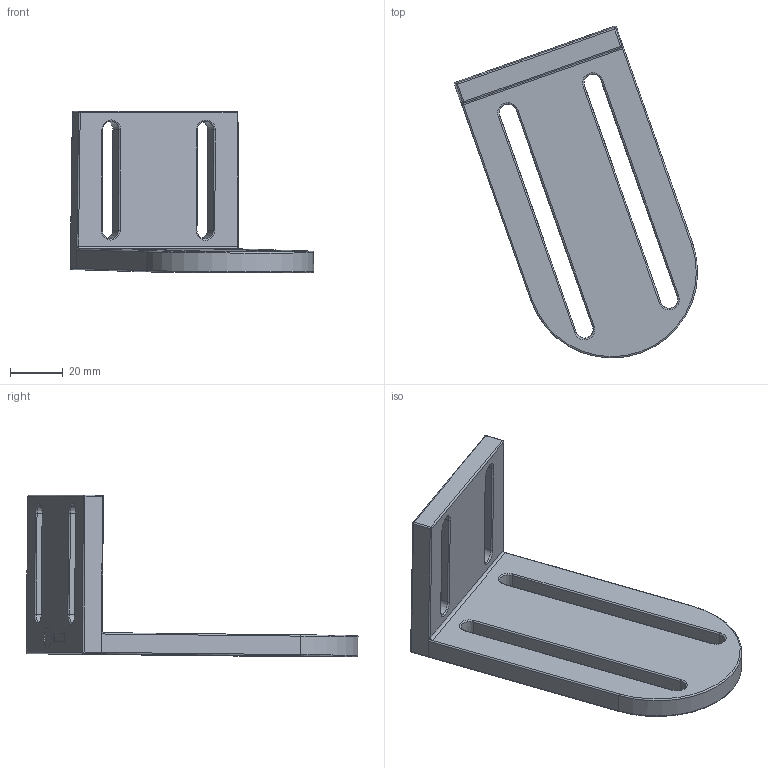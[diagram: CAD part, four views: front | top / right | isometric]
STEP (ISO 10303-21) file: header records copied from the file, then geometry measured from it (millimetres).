
FILE_DESCRIPTION(/* description */ (''),/* implementation_level */ '2;1');
FILE_NAME(/* name */ 'WDGMA51052_03.stp',/* time_stamp */ '2017-06-12T15:37:26+02:00',/* author */ ('pre'),/* organization */ (''),/* preprocessor_version */ 'ST-DEVELOPER v15.2',/* originating_system */ 'Autodesk Inventor 2014',/* authorisation */ '');
FILE_SCHEMA (('AUTOMOTIVE_DESIGN { 1 0 10303 214 3 1 1 }'));
Length unit declared in the file: millimetre
Products named in the file (1): WDGMA51052_03
Bounding box: 92.11 x 125.69 x 61.24 mm (x, y, z)
Volume: 70996.6 mm3; surface area: 25532.6 mm2
Topology: 1 solids, 1 shells, 97 faces, 215 edges, 122 vertices
Faces by surface type: cylinder 35, plane 25, torus 18, cone 9, sphere 6, bspline 4
Full cylindrical faces by diameter (mm): 8 x1
Entity records: 3035 total; most frequent: CARTESIAN_POINT 730, DIRECTION 494, ORIENTED_EDGE 428, EDGE_CURVE 214, AXIS2_PLACEMENT_3D 196, VERTEX_POINT 122, EDGE_LOOP 108, LINE 102
